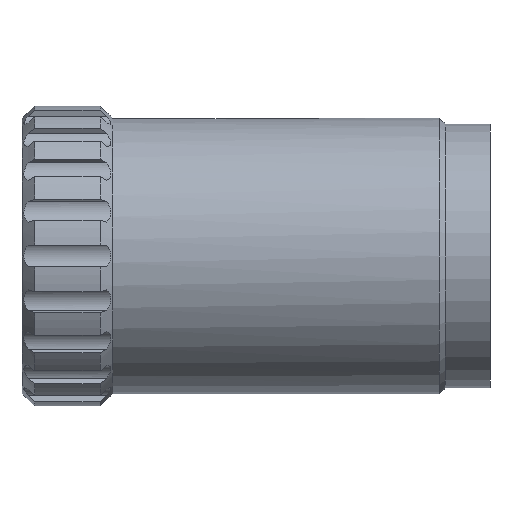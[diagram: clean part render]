
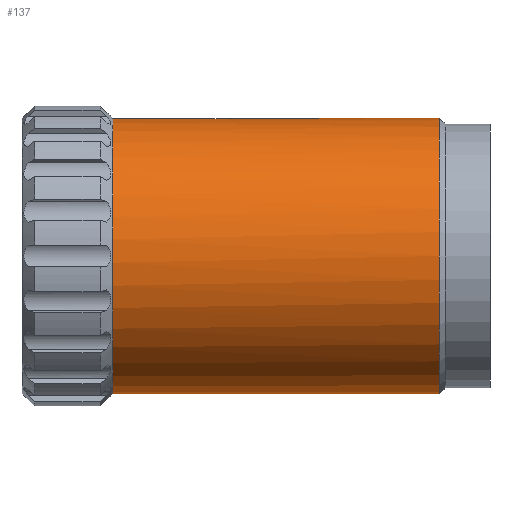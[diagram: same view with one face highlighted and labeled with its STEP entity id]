
A CAD part, front view. The second image highlights one B-rep face of the part: STEP entity #137.
In plain terms, the highlighted cylindrical face has radius 5 mm (diameter 10 mm), a full revolution.
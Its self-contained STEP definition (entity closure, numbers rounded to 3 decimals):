
#137 = ADVANCED_FACE( '', ( #290, #291 ), #292, .T. );
#290 = FACE_OUTER_BOUND( '', #477, .T. );
#291 = FACE_OUTER_BOUND( '', #478, .T. );
#292 = CYLINDRICAL_SURFACE( '', #479, 5. );
#477 = EDGE_LOOP( '', ( #1050 ) );
#478 = EDGE_LOOP( '', ( #1051 ) );
#479 = AXIS2_PLACEMENT_3D( '', #1052, #1053, #1054 );
#1050 = ORIENTED_EDGE( '', *, *, #1385, .T. );
#1051 = ORIENTED_EDGE( '', *, *, #1524, .F. );
#1052 = CARTESIAN_POINT( '', ( 17., 0., 0. ) );
#1053 = DIRECTION( '', ( -1., 0., 0. ) );
#1054 = DIRECTION( '', ( 0., 0., -1. ) );
#1385 = EDGE_CURVE( '', #1715, #1715, #1716, .T. );
#1524 = EDGE_CURVE( '', #1933, #1933, #1934, .T. );
#1715 = VERTEX_POINT( '', #2460 );
#1716 = CIRCLE( '', #2461, 5. );
#1933 = VERTEX_POINT( '', #3077 );
#1934 = CIRCLE( '', #3078, 5. );
#2460 = CARTESIAN_POINT( '', ( 3.298, 0., -5. ) );
#2461 = AXIS2_PLACEMENT_3D( '', #3172, #3173, #3174 );
#3077 = CARTESIAN_POINT( '', ( 15.164, 0., -5. ) );
#3078 = AXIS2_PLACEMENT_3D( '', #3256, #3257, #3258 );
#3172 = CARTESIAN_POINT( '', ( 3.298, 0., 0. ) );
#3173 = DIRECTION( '', ( 1., 0., 0. ) );
#3174 = DIRECTION( '', ( 0., 0., -1. ) );
#3256 = CARTESIAN_POINT( '', ( 15.164, 0., 0. ) );
#3257 = DIRECTION( '', ( 1., 0., 0. ) );
#3258 = DIRECTION( '', ( 0., 0., -1. ) );
